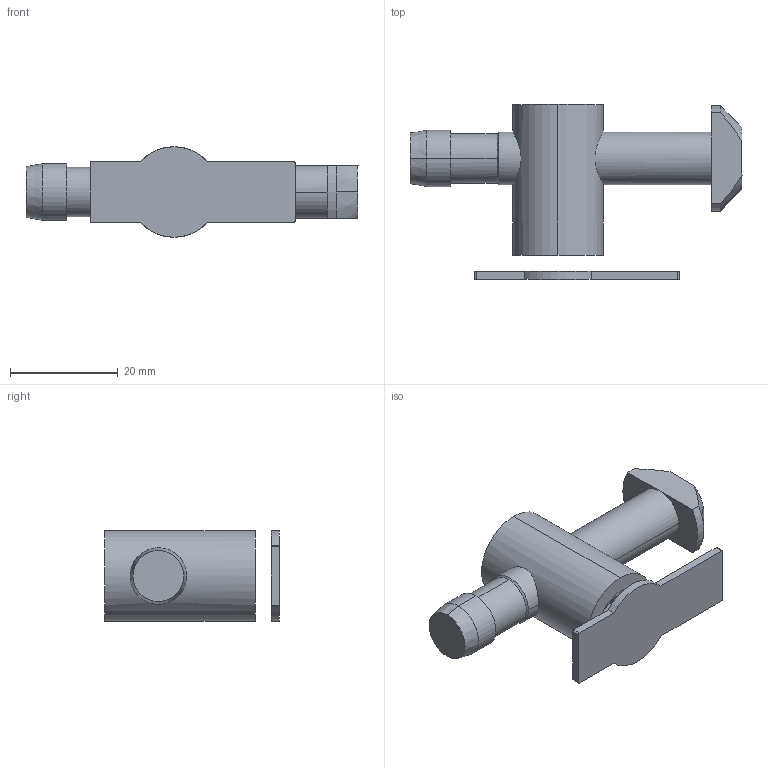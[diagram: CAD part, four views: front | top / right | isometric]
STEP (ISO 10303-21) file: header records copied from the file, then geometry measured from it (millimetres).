
FILE_DESCRIPTION (( 'STEP AP214' ), '1' );
FILE_NAME ('-6121100', '2019-02-04T09:21:26', ( '' ), ('JUGARD+KÜNSTNER GmbH'), 'SwSTEP 2.0', 'SolidWorks 2017', '' );
FILE_SCHEMA (( 'AUTOMOTIVE_DESIGN' ));
Length unit declared in the file: millimetre
Products named in the file (1): -6121100_CNAJF00
Bounding box: 61.7 x 32.5 x 16.85 mm (x, y, z)
Volume: 10452 mm3; surface area: 4978.2 mm2
Topology: 2 solids, 2 shells, 57 faces, 135 edges, 86 vertices
Faces by surface type: plane 24, cylinder 22, cone 11
Entity records: 1922 total; most frequent: CARTESIAN_POINT 519, DIRECTION 287, ORIENTED_EDGE 270, EDGE_CURVE 135, AXIS2_PLACEMENT_3D 106, VERTEX_POINT 86, VECTOR 75, LINE 75
